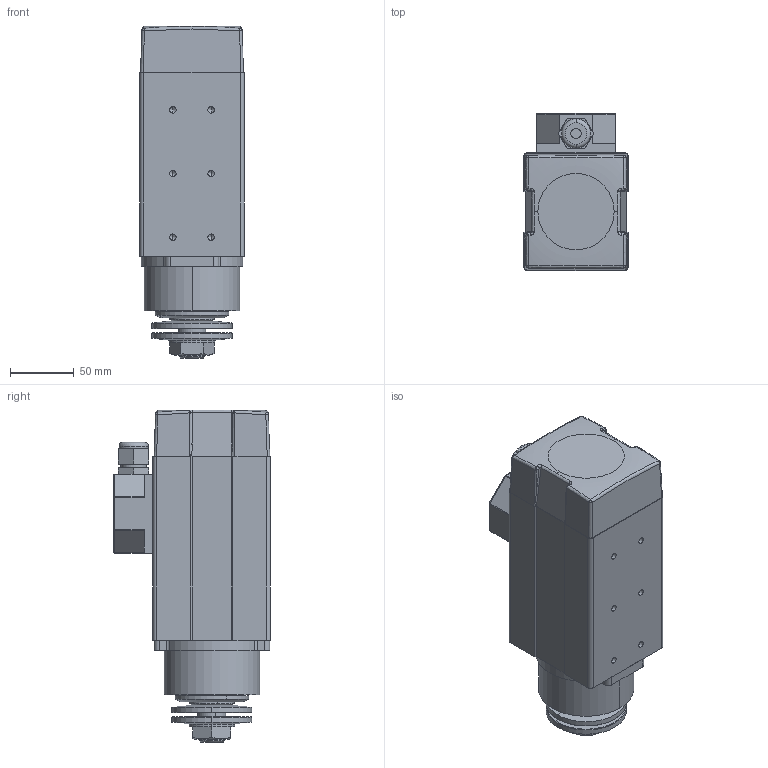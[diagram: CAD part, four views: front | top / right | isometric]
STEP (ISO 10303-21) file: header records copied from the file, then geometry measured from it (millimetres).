
FILE_DESCRIPTION (( 'STEP AP203' ), '1' );
FILE_NAME ('GDF46-12Z-1.5赽撾.STEP', '2022-08-05T01:00:16', ( 'Sky123.Org' ), ( 'Sky123.Org' ), 'SwSTEP 2.0', 'SolidWorks 2018', '' );
FILE_SCHEMA (( 'CONFIG_CONTROL_DESIGN' ));
Length unit declared in the file: millimetre
Products named in the file (10): GDF46-12Z-1.5撾え標啣; M20X1.5蹟譫; GDF46-12Z-1.5撾え儂褲; GDF46-12Z-1.5赽撾; 瑞欶.prt; 諉盄碟; GDF46-18Z-3.0-03 傷裔; GDF46-18Z-3.0-02 ヶ裔; GDF46-18Z-3.0-01 躇猾裔; GDF46-12Z-1.5撾え粣芛
Assembly tree (10 placements, depth 2):
  GDF46-12Z-1.5赽撾
    GDF46-12Z-1.5撾え儂褲
    瑞欶.prt
    諉盄碟
    GDF46-18Z-3.0-03 傷裔
    GDF46-18Z-3.0-02 ヶ裔
    GDF46-18Z-3.0-01 躇猾裔
    GDF46-12Z-1.5撾え粣芛
    GDF46-12Z-1.5撾え標啣  x2
    M20X1.5蹟譫
Bounding box: 82 x 123.3 x 261 mm (x, y, z)
Volume: 659826.4 mm3; surface area: 251919.7 mm2
Topology: 10 solids, 10 shells, 495 faces, 1198 edges, 742 vertices
Faces by surface type: cylinder 206, plane 187, cone 50, bspline 32, sphere 14, torus 6
Entity records: 16250 total; most frequent: CARTESIAN_POINT 3981, DIRECTION 2386, ORIENTED_EDGE 2280, EDGE_CURVE 1140, AXIS2_PLACEMENT_3D 905, VERTEX_POINT 726, LINE 576, VECTOR 576
